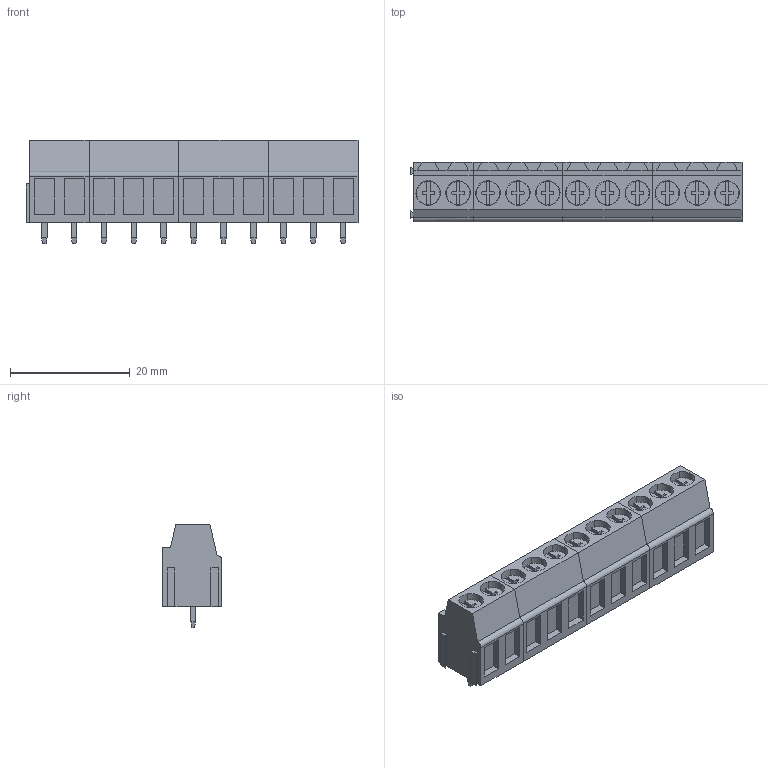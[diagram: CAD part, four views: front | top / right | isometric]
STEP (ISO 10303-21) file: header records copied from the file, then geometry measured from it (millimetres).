
FILE_DESCRIPTION(('CATIA V5 STEP Exchange','CAx-IF Rec.Pracs.--- Model Styling and Organization---1.2---2011-12-15'),'2;1');
FILE_NAME ('D1457415_0_1845370000_1845370000.stp','2018-03-30T14:32:11+00:00',('none'),('Weidmueller'),'CATIA Version 5-6 Release 2014','CATIA V5 STEP AP214','none');
FILE_SCHEMA(('AUTOMOTIVE_DESIGN { 1 0 10303 214 1 1 1 1 }'));
Length unit declared in the file: millimetre
Products named in the file (1): 1845370000
Bounding box: 55.55 x 10 x 17.3 mm (x, y, z)
Volume: 5408.3 mm3; surface area: 6498.6 mm2
Topology: 26 solids, 26 shells, 944 faces, 2533 edges, 1674 vertices
Faces by surface type: plane 786, cylinder 158
Entity records: 29172 total; most frequent: CARTESIAN_POINT 5890, ORIENTED_EDGE 5066, DIRECTION 4233, EDGE_CURVE 2533, VECTOR 2063, LINE 2063, VERTEX_POINT 1674, AXIS2_PLACEMENT_3D 1226
